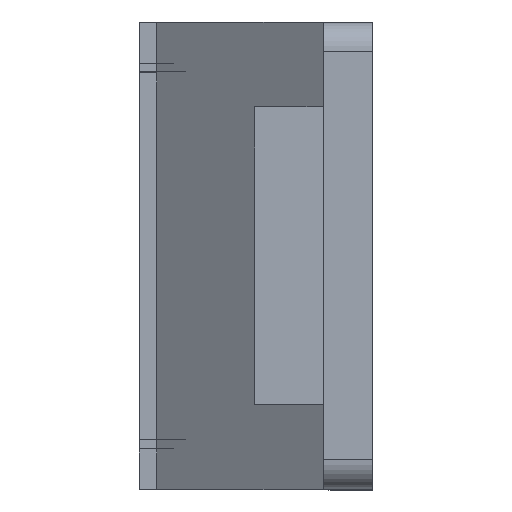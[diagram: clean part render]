
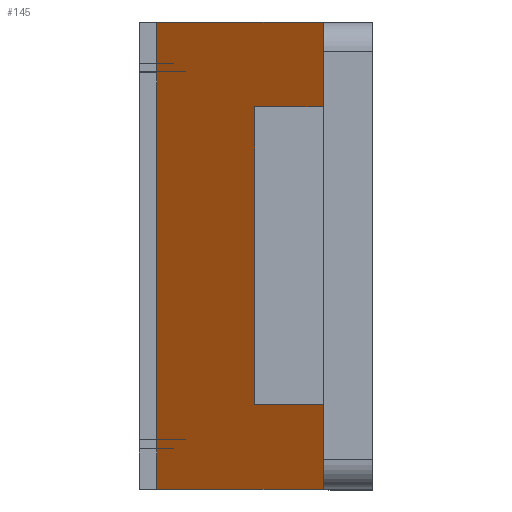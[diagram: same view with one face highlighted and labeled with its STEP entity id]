
A CAD part, top view. The second image highlights one B-rep face of the part: STEP entity #145.
In plain terms, the highlighted face is planar.
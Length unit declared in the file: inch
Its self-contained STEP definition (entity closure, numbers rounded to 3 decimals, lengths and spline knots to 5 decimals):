
#145=ADVANCED_FACE('',(#209),#184,.T.);
#184=PLANE('',#877);
#209=FACE_OUTER_BOUND('',#247,.T.);
#247=EDGE_LOOP('',(#305,#306,#307,#308,#309,#310,#311,#312,#313,#314));
#305=ORIENTED_EDGE('',*,*,#605,.T.);
#306=ORIENTED_EDGE('',*,*,#606,.T.);
#307=ORIENTED_EDGE('',*,*,#598,.F.);
#308=ORIENTED_EDGE('',*,*,#607,.T.);
#309=ORIENTED_EDGE('',*,*,#608,.T.);
#310=ORIENTED_EDGE('',*,*,#609,.T.);
#311=ORIENTED_EDGE('',*,*,#610,.T.);
#312=ORIENTED_EDGE('',*,*,#611,.F.);
#313=ORIENTED_EDGE('',*,*,#604,.F.);
#314=ORIENTED_EDGE('',*,*,#612,.T.);
#520=VERTEX_POINT('',#1182);
#524=VERTEX_POINT('',#1190);
#525=VERTEX_POINT('',#1192);
#530=VERTEX_POINT('',#1202);
#531=VERTEX_POINT('',#1206);
#532=VERTEX_POINT('',#1207);
#533=VERTEX_POINT('',#1210);
#534=VERTEX_POINT('',#1212);
#535=VERTEX_POINT('',#1214);
#536=VERTEX_POINT('',#1216);
#598=EDGE_CURVE('',#524,#525,#709,.T.);
#604=EDGE_CURVE('',#530,#520,#713,.T.);
#605=EDGE_CURVE('',#531,#532,#714,.T.);
#606=EDGE_CURVE('',#532,#525,#715,.T.);
#607=EDGE_CURVE('',#524,#533,#716,.T.);
#608=EDGE_CURVE('',#533,#534,#717,.T.);
#609=EDGE_CURVE('',#534,#535,#718,.T.);
#610=EDGE_CURVE('',#535,#536,#719,.T.);
#611=EDGE_CURVE('',#520,#536,#720,.T.);
#612=EDGE_CURVE('',#530,#531,#721,.T.);
#709=LINE('',#1191,#794);
#713=LINE('',#1203,#798);
#714=LINE('',#1205,#799);
#715=LINE('',#1208,#800);
#716=LINE('',#1209,#801);
#717=LINE('',#1211,#802);
#718=LINE('',#1213,#803);
#719=LINE('',#1215,#804);
#720=LINE('',#1217,#805);
#721=LINE('',#1218,#806);
#794=VECTOR('',#960,1.);
#798=VECTOR('',#968,1.);
#799=VECTOR('',#971,1.);
#800=VECTOR('',#972,1.);
#801=VECTOR('',#973,1.);
#802=VECTOR('',#974,1.);
#803=VECTOR('',#975,1.);
#804=VECTOR('',#976,1.);
#805=VECTOR('',#977,1.);
#806=VECTOR('',#978,1.);
#877=AXIS2_PLACEMENT_3D('',#1219,#979,#980);
#960=DIRECTION('',(0.,1.,0.));
#968=DIRECTION('',(0.,1.,0.));
#971=DIRECTION('',(0.,-1.,0.));
#972=DIRECTION('',(-0.582,0.,-0.813));
#973=DIRECTION('',(0.582,0.,0.813));
#974=DIRECTION('',(0.,1.,0.));
#975=DIRECTION('',(0.,1.,0.));
#976=DIRECTION('',(0.,1.,0.));
#977=DIRECTION('',(0.582,0.,0.813));
#978=DIRECTION('',(0.582,0.,0.813));
#979=DIRECTION('',(-0.813,0.,0.582));
#980=DIRECTION('',(0.582,0.,0.813));
#1182=CARTESIAN_POINT('',(0.96628,6.34236,0.485));
#1190=CARTESIAN_POINT('',(0.96628,5.54236,0.485));
#1191=CARTESIAN_POINT('',(0.96628,5.54236,0.485));
#1192=CARTESIAN_POINT('',(0.96628,5.68736,0.485));
#1202=CARTESIAN_POINT('',(0.96628,6.19736,0.485));
#1203=CARTESIAN_POINT('',(0.96628,5.54236,0.485));
#1205=CARTESIAN_POINT('',(1.05049,5.54236,0.60252));
#1206=CARTESIAN_POINT('',(1.05049,6.19736,0.60252));
#1207=CARTESIAN_POINT('',(1.05049,5.68736,0.60252));
#1208=CARTESIAN_POINT('',(0.96628,5.68736,0.485));
#1209=CARTESIAN_POINT('',(0.96628,5.54236,0.485));
#1210=CARTESIAN_POINT('',(1.17049,5.54236,0.77));
#1211=CARTESIAN_POINT('',(1.17049,5.54236,0.77));
#1212=CARTESIAN_POINT('',(1.17049,5.62736,0.77));
#1213=CARTESIAN_POINT('',(1.17049,5.54236,0.77));
#1214=CARTESIAN_POINT('',(1.17049,6.25736,0.77));
#1215=CARTESIAN_POINT('',(1.17049,5.54236,0.77));
#1216=CARTESIAN_POINT('',(1.17049,6.34236,0.77));
#1217=CARTESIAN_POINT('',(0.96628,6.34236,0.485));
#1218=CARTESIAN_POINT('',(0.96628,6.19736,0.485));
#1219=CARTESIAN_POINT('',(0.96628,5.54236,0.485));
